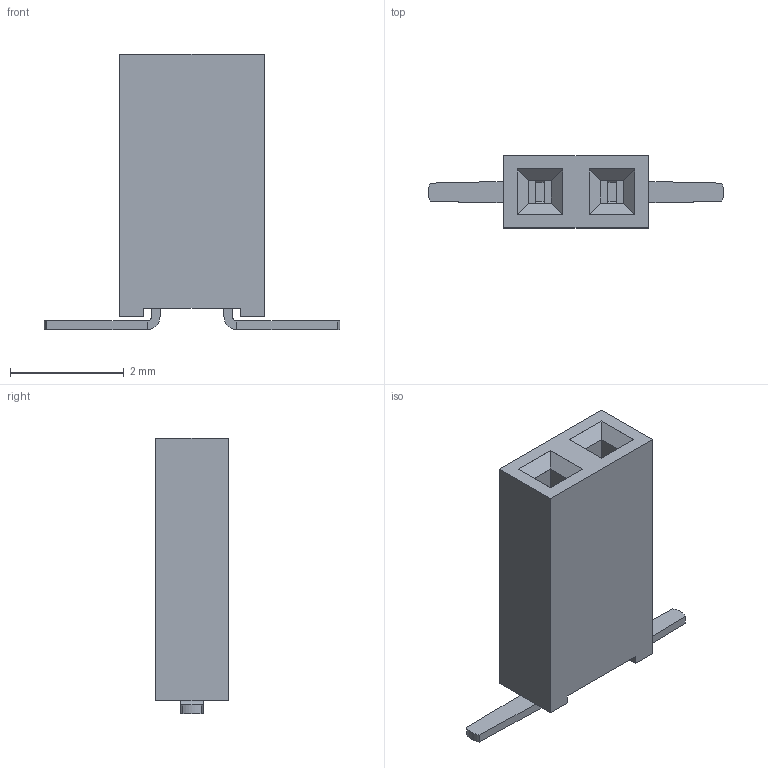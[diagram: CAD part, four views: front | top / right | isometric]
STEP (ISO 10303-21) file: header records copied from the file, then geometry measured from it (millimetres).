
FILE_DESCRIPTION(/* description */ ('model of PinSocket_2x01_P1.27mm_Vertical_SMD'),/* implementation_level */ '2;1');
FILE_NAME(/* name */ 'PinSocket_2x01_P1.27mm_Vertical_SMD.step',/* time_stamp */ '2017-11-27T02:59:44',/* author */ ('Terje Io','https://github.com/terjeio'),/* organization */ ('FreeCAD'),/* preprocessor_version */ 'OCC',/* originating_system */ 'kicad StepUp',/* authorisation */ '');
FILE_SCHEMA(('AUTOMOTIVE_DESIGN_CC2 { 1 2 10303 214 -1 1 5 4 }'));
Length unit declared in the file: millimetre
Products named in the file (1): PinSocket_2x01_P127mm_Vertical_SMD
Bounding box: 5.18 x 1.27 x 4.83 mm (x, y, z)
Volume: 13.5 mm3; surface area: 59.4 mm2
Topology: 1 solids, 1 shells, 80 faces, 200 edges, 128 vertices
Faces by surface type: plane 74, cylinder 6
Entity records: 1618 total; most frequent: ORIENTED_EDGE 324, EDGE_CURVE 200, CARTESIAN_POINT 183, LINE 178, VERTEX_POINT 128, FACE_BOUND 86, EDGE_LOOP 86, AXIS2_PLACEMENT_3D 81
